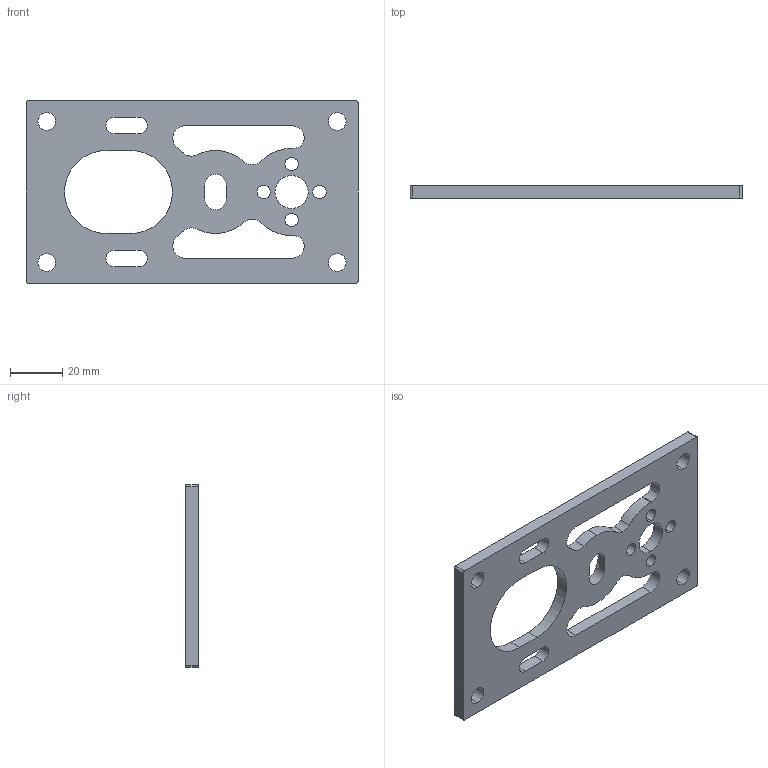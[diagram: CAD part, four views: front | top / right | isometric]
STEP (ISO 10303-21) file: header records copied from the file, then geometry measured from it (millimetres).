
FILE_DESCRIPTION (( 'STEP AP203' ), '1' );
FILE_NAME ('am-3250 DART Cap Plate REV5.STEP', '2018-05-11T14:06:44', ( '' ), ( '' ), 'SwSTEP 2.0', 'SolidWorks 2017', '' );
FILE_SCHEMA (( 'CONFIG_CONTROL_DESIGN' ));
Length unit declared in the file: inch
Products named in the file (1): am-3250 DART Cap Plate REV5
Bounding box: 127 x 4.76 x 69.85 mm (x, y, z)
Volume: 28969 mm3; surface area: 17153.1 mm2
Topology: 1 solids, 1 shells, 72 faces, 210 edges, 140 vertices
Faces by surface type: cylinder 52, plane 20
Entity records: 2581 total; most frequent: DIRECTION 464, CARTESIAN_POINT 423, ORIENTED_EDGE 420, EDGE_CURVE 210, AXIS2_PLACEMENT_3D 181, VERTEX_POINT 140, CIRCLE 108, EDGE_LOOP 102
